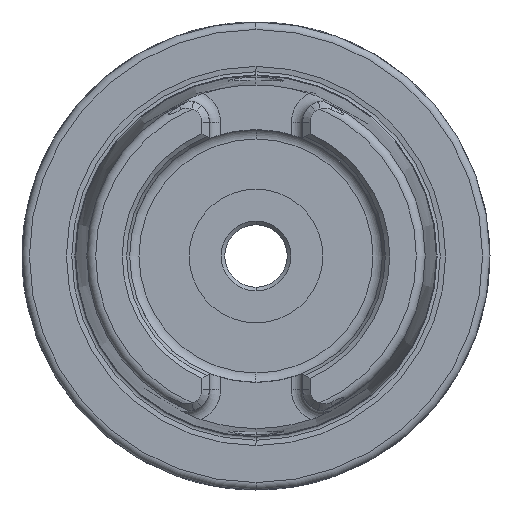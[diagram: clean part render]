
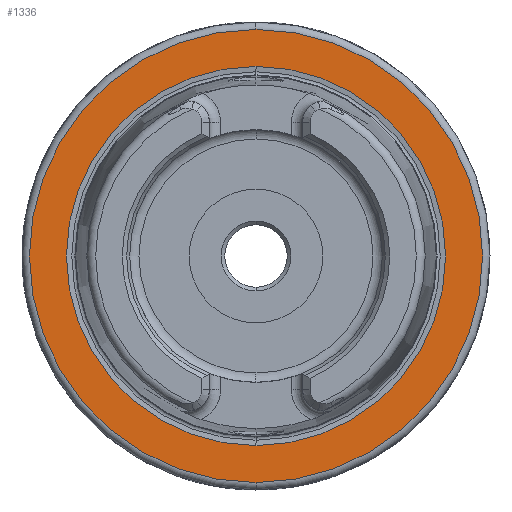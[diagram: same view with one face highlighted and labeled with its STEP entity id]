
A CAD part, left-side view. The second image highlights one B-rep face of the part: STEP entity #1336.
In plain terms, the highlighted planar face has unit normal (-1, 0, 0).
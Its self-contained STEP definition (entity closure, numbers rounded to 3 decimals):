
#5 = DIRECTION ( 'NONE',  ( -1., 0., 0. ) ) ;
#206 = CARTESIAN_POINT ( 'NONE',  ( -29., 0., 25.521 ) ) ;
#312 = CIRCLE ( 'NONE', #6850, 25.521 ) ;
#361 = FACE_BOUND ( 'NONE', #3337, .T. ) ;
#412 = FACE_OUTER_BOUND ( 'NONE', #6656, .T. ) ;
#571 = DIRECTION ( 'NONE',  ( 0., 0., -1. ) ) ;
#665 = CIRCLE ( 'NONE', #6272, 30.5 ) ;
#680 = AXIS2_PLACEMENT_3D ( 'NONE', #3499, #5, #4094 ) ;
#1336 = ADVANCED_FACE ( 'NONE', ( #412, #361 ), #1776, .F. ) ;
#1708 = DIRECTION ( 'NONE',  ( 1., 0., 0. ) ) ;
#1776 = PLANE ( 'NONE',  #4821 ) ;
#2366 = DIRECTION ( 'NONE',  ( 0., 0., -1. ) ) ;
#2835 = EDGE_CURVE ( 'NONE', #4517, #3910, #5518, .T. ) ;
#2923 = CARTESIAN_POINT ( 'NONE',  ( -29., 31.5, 0. ) ) ;
#3022 = ORIENTED_EDGE ( 'NONE', *, *, #7568, .T. ) ;
#3072 = VERTEX_POINT ( 'NONE', #5434 ) ;
#3307 = AXIS2_PLACEMENT_3D ( 'NONE', #7575, #4069, #571 ) ;
#3337 = EDGE_LOOP ( 'NONE', ( #6751, #6463 ) ) ;
#3340 = CARTESIAN_POINT ( 'NONE',  ( -29., 0., 0. ) ) ;
#3379 = EDGE_CURVE ( 'NONE', #6001, #3072, #4793, .T. ) ;
#3499 = CARTESIAN_POINT ( 'NONE',  ( -29., 0., 0. ) ) ;
#3910 = VERTEX_POINT ( 'NONE', #4697 ) ;
#3947 = DIRECTION ( 'NONE',  ( 0., 0., -1. ) ) ;
#4069 = DIRECTION ( 'NONE',  ( 1., 0., 0. ) ) ;
#4094 = DIRECTION ( 'NONE',  ( 0., 0., -1. ) ) ;
#4252 = ORIENTED_EDGE ( 'NONE', *, *, #3379, .T. ) ;
#4517 = VERTEX_POINT ( 'NONE', #206 ) ;
#4697 = CARTESIAN_POINT ( 'NONE',  ( -29., 0., -25.521 ) ) ;
#4793 = CIRCLE ( 'NONE', #680, 30.5 ) ;
#4821 = AXIS2_PLACEMENT_3D ( 'NONE', #2923, #5865, #2366 ) ;
#5216 = CARTESIAN_POINT ( 'NONE',  ( -29., 0., 0. ) ) ;
#5434 = CARTESIAN_POINT ( 'NONE',  ( -29., 0., 30.5 ) ) ;
#5518 = CIRCLE ( 'NONE', #3307, 25.521 ) ;
#5796 = DIRECTION ( 'NONE',  ( 0., 0., -1. ) ) ;
#5865 = DIRECTION ( 'NONE',  ( 1., 0., 0. ) ) ;
#6001 = VERTEX_POINT ( 'NONE', #7475 ) ;
#6272 = AXIS2_PLACEMENT_3D ( 'NONE', #3340, #7445, #3947 ) ;
#6387 = EDGE_CURVE ( 'NONE', #3910, #4517, #312, .T. ) ;
#6463 = ORIENTED_EDGE ( 'NONE', *, *, #6387, .T. ) ;
#6656 = EDGE_LOOP ( 'NONE', ( #4252, #3022 ) ) ;
#6751 = ORIENTED_EDGE ( 'NONE', *, *, #2835, .T. ) ;
#6850 = AXIS2_PLACEMENT_3D ( 'NONE', #5216, #1708, #5796 ) ;
#7445 = DIRECTION ( 'NONE',  ( -1., 0., 0. ) ) ;
#7475 = CARTESIAN_POINT ( 'NONE',  ( -29., 0., -30.5 ) ) ;
#7568 = EDGE_CURVE ( 'NONE', #3072, #6001, #665, .T. ) ;
#7575 = CARTESIAN_POINT ( 'NONE',  ( -29., 0., 0. ) ) ;
